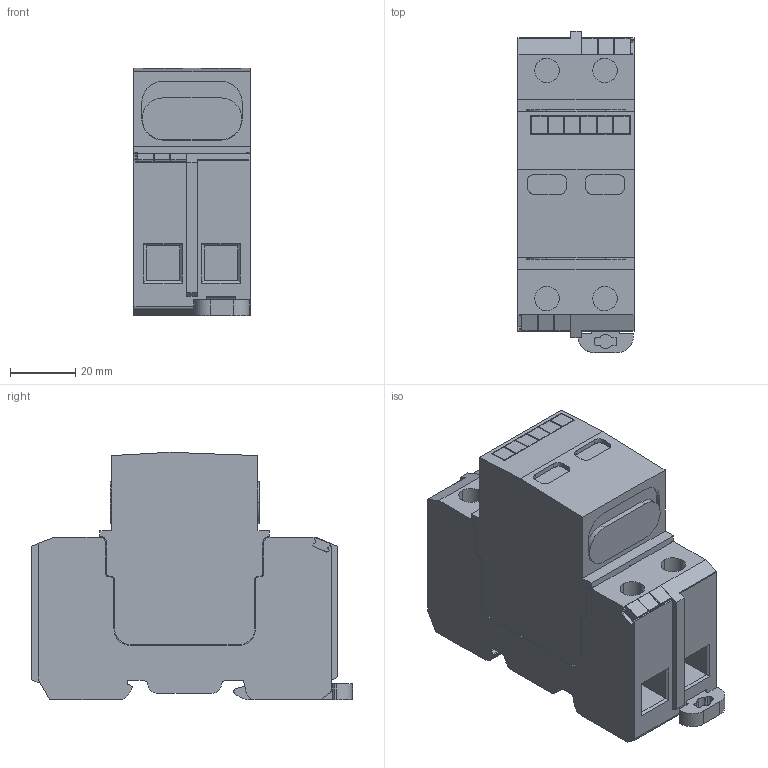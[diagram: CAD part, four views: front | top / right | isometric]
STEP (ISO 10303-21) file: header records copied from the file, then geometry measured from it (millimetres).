
FILE_DESCRIPTION(('CATIA V5R24 STEP','CAx-IF Rec.Pracs.--- Model Styling and Organization---1.2---2011-12-15'),'2;1');
FILE_NAME ('8066813_5', '2018-08-22T12:35:15+00:00', ('Weidmueller Interface'), ('Weidmueller'), 'CATIA Version 5-6 Release 2014 SP4', 'CATIA V5 STEP AP214', 'none');
FILE_SCHEMA(('AUTOMOTIVE_DESIGN { 1 0 10303 214 1 1 1 1 }'));
Length unit declared in the file: millimetre
Products named in the file (1): 1351920000
Bounding box: 35.6 x 98.5 x 75.9 mm (x, y, z)
Volume: 184110.9 mm3; surface area: 44317 mm2
Topology: 10 solids, 10 shells, 531 faces, 1483 edges, 986 vertices
Faces by surface type: plane 354, cylinder 161, extrusion 16
Entity records: 17976 total; most frequent: CARTESIAN_POINT 4112, ORIENTED_EDGE 2966, DIRECTION 2343, EDGE_CURVE 1483, VECTOR 1137, LINE 1121, VERTEX_POINT 986, AXIS2_PLACEMENT_3D 739
